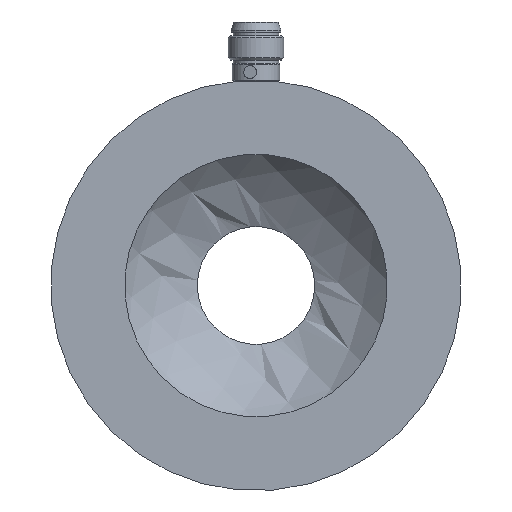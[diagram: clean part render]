
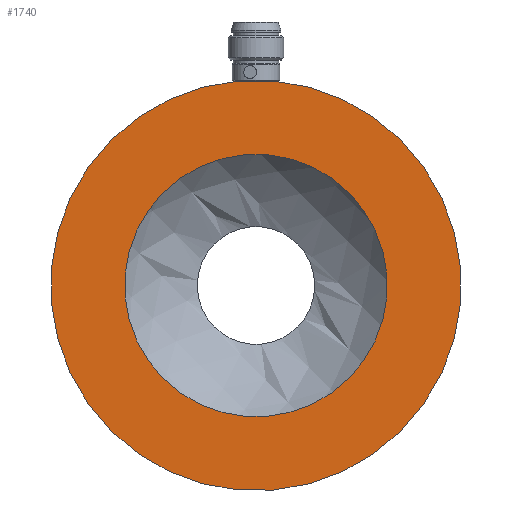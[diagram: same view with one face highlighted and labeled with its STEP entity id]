
A CAD part, front view. The second image highlights one B-rep face of the part: STEP entity #1740.
In plain terms, the highlighted planar face has unit normal (0, -1, 0).
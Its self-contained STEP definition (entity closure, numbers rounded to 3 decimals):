
#1427 = CYLINDRICAL_SURFACE('',#1428,19.);
#1428 = AXIS2_PLACEMENT_3D('',#1429,#1430,#1431);
#1429 = CARTESIAN_POINT('',(0.,-30.,0.));
#1430 = DIRECTION('',(0.,-1.,0.));
#1431 = DIRECTION('',(0.707,0.,-0.707));
#1457 = CYLINDRICAL_SURFACE('',#1458,19.);
#1458 = AXIS2_PLACEMENT_3D('',#1459,#1460,#1461);
#1459 = CARTESIAN_POINT('',(0.,-30.,0.));
#1460 = DIRECTION('',(0.,-1.,0.));
#1461 = DIRECTION('',(0.707,0.,-0.707));
#1471 = EDGE_CURVE('',#1472,#1474,#1476,.T.);
#1472 = VERTEX_POINT('',#1473);
#1473 = CARTESIAN_POINT('',(-13.435,-32.5,13.435));
#1474 = VERTEX_POINT('',#1475);
#1475 = CARTESIAN_POINT('',(13.435,-32.5,-13.435));
#1476 = SURFACE_CURVE('',#1477,(#1482,#1488),.PCURVE_S1.);
#1477 = CIRCLE('',#1478,19.);
#1478 = AXIS2_PLACEMENT_3D('',#1479,#1480,#1481);
#1479 = CARTESIAN_POINT('',(0.,-32.5,0.));
#1480 = DIRECTION('',(0.,-1.,0.));
#1481 = DIRECTION('',(0.707,0.,-0.707));
#1482 = PCURVE('',#1457,#1483);
#1483 = DEFINITIONAL_REPRESENTATION('',(#1484),#1487);
#1484 = B_SPLINE_CURVE_WITH_KNOTS('',1,(#1485,#1486),.UNSPECIFIED.,.F.,
  .F.,(2,2),(3.142,6.283),.PIECEWISE_BEZIER_KNOTS.);
#1485 = CARTESIAN_POINT('',(3.142,2.5));
#1486 = CARTESIAN_POINT('',(6.283,2.5));
#1487 = ( GEOMETRIC_REPRESENTATION_CONTEXT(2) 
PARAMETRIC_REPRESENTATION_CONTEXT() REPRESENTATION_CONTEXT('2D SPACE',''
  ) );
#1488 = PCURVE('',#1489,#1494);
#1489 = PLANE('',#1490);
#1490 = AXIS2_PLACEMENT_3D('',#1491,#1492,#1493);
#1491 = CARTESIAN_POINT('',(17.218,-32.5,-17.218));
#1492 = DIRECTION('',(0.,-1.,0.));
#1493 = DIRECTION('',(0.707,0.,-0.707));
#1494 = DEFINITIONAL_REPRESENTATION('',(#1495),#1499);
#1495 = CIRCLE('',#1496,19.);
#1496 = AXIS2_PLACEMENT_2D('',#1497,#1498);
#1497 = CARTESIAN_POINT('',(-24.35,0.));
#1498 = DIRECTION('',(1.,0.));
#1499 = ( GEOMETRIC_REPRESENTATION_CONTEXT(2) 
PARAMETRIC_REPRESENTATION_CONTEXT() REPRESENTATION_CONTEXT('2D SPACE',''
  ) );
#1602 = CYLINDRICAL_SURFACE('',#1603,29.7);
#1603 = AXIS2_PLACEMENT_3D('',#1604,#1605,#1606);
#1604 = CARTESIAN_POINT('',(0.,-30.5,0.));
#1605 = DIRECTION('',(0.,-1.,0.));
#1606 = DIRECTION('',(0.707,0.,-0.707));
#1632 = CYLINDRICAL_SURFACE('',#1633,29.7);
#1633 = AXIS2_PLACEMENT_3D('',#1634,#1635,#1636);
#1634 = CARTESIAN_POINT('',(0.,-30.5,0.));
#1635 = DIRECTION('',(0.,-1.,0.));
#1636 = DIRECTION('',(0.707,0.,-0.707));
#1651 = VERTEX_POINT('',#1652);
#1652 = CARTESIAN_POINT('',(21.001,-32.5,-21.001));
#1673 = VERTEX_POINT('',#1674);
#1674 = CARTESIAN_POINT('',(-21.001,-32.5,21.001));
#1693 = EDGE_CURVE('',#1651,#1673,#1694,.T.);
#1694 = SURFACE_CURVE('',#1695,(#1700,#1706),.PCURVE_S1.);
#1695 = CIRCLE('',#1696,29.7);
#1696 = AXIS2_PLACEMENT_3D('',#1697,#1698,#1699);
#1697 = CARTESIAN_POINT('',(0.,-32.5,0.));
#1698 = DIRECTION('',(0.,-1.,0.));
#1699 = DIRECTION('',(0.707,0.,-0.707));
#1700 = PCURVE('',#1602,#1701);
#1701 = DEFINITIONAL_REPRESENTATION('',(#1702),#1705);
#1702 = B_SPLINE_CURVE_WITH_KNOTS('',1,(#1703,#1704),.UNSPECIFIED.,.F.,
  .F.,(2,2),(0.,3.142),.PIECEWISE_BEZIER_KNOTS.);
#1703 = CARTESIAN_POINT('',(0.,2.));
#1704 = CARTESIAN_POINT('',(3.142,2.));
#1705 = ( GEOMETRIC_REPRESENTATION_CONTEXT(2) 
PARAMETRIC_REPRESENTATION_CONTEXT() REPRESENTATION_CONTEXT('2D SPACE',''
  ) );
#1706 = PCURVE('',#1489,#1707);
#1707 = DEFINITIONAL_REPRESENTATION('',(#1708),#1712);
#1708 = CIRCLE('',#1709,29.7);
#1709 = AXIS2_PLACEMENT_2D('',#1710,#1711);
#1710 = CARTESIAN_POINT('',(-24.35,0.));
#1711 = DIRECTION('',(1.,0.));
#1712 = ( GEOMETRIC_REPRESENTATION_CONTEXT(2) 
PARAMETRIC_REPRESENTATION_CONTEXT() REPRESENTATION_CONTEXT('2D SPACE',''
  ) );
#1718 = EDGE_CURVE('',#1673,#1651,#1719,.T.);
#1719 = SURFACE_CURVE('',#1720,(#1725,#1731),.PCURVE_S1.);
#1720 = CIRCLE('',#1721,29.7);
#1721 = AXIS2_PLACEMENT_3D('',#1722,#1723,#1724);
#1722 = CARTESIAN_POINT('',(0.,-32.5,0.));
#1723 = DIRECTION('',(0.,-1.,0.));
#1724 = DIRECTION('',(0.707,0.,-0.707));
#1725 = PCURVE('',#1632,#1726);
#1726 = DEFINITIONAL_REPRESENTATION('',(#1727),#1730);
#1727 = B_SPLINE_CURVE_WITH_KNOTS('',1,(#1728,#1729),.UNSPECIFIED.,.F.,
  .F.,(2,2),(3.142,6.283),.PIECEWISE_BEZIER_KNOTS.);
#1728 = CARTESIAN_POINT('',(3.142,2.));
#1729 = CARTESIAN_POINT('',(6.283,2.));
#1730 = ( GEOMETRIC_REPRESENTATION_CONTEXT(2) 
PARAMETRIC_REPRESENTATION_CONTEXT() REPRESENTATION_CONTEXT('2D SPACE',''
  ) );
#1731 = PCURVE('',#1489,#1732);
#1732 = DEFINITIONAL_REPRESENTATION('',(#1733),#1737);
#1733 = CIRCLE('',#1734,29.7);
#1734 = AXIS2_PLACEMENT_2D('',#1735,#1736);
#1735 = CARTESIAN_POINT('',(-24.35,0.));
#1736 = DIRECTION('',(1.,0.));
#1737 = ( GEOMETRIC_REPRESENTATION_CONTEXT(2) 
PARAMETRIC_REPRESENTATION_CONTEXT() REPRESENTATION_CONTEXT('2D SPACE',''
  ) );
#1740 = ADVANCED_FACE('',(#1741,#1765),#1489,.T.);
#1741 = FACE_BOUND('',#1742,.T.);
#1742 = EDGE_LOOP('',(#1743,#1764));
#1743 = ORIENTED_EDGE('',*,*,#1744,.F.);
#1744 = EDGE_CURVE('',#1474,#1472,#1745,.T.);
#1745 = SURFACE_CURVE('',#1746,(#1751,#1758),.PCURVE_S1.);
#1746 = CIRCLE('',#1747,19.);
#1747 = AXIS2_PLACEMENT_3D('',#1748,#1749,#1750);
#1748 = CARTESIAN_POINT('',(0.,-32.5,0.));
#1749 = DIRECTION('',(0.,-1.,0.));
#1750 = DIRECTION('',(0.707,0.,-0.707));
#1751 = PCURVE('',#1489,#1752);
#1752 = DEFINITIONAL_REPRESENTATION('',(#1753),#1757);
#1753 = CIRCLE('',#1754,19.);
#1754 = AXIS2_PLACEMENT_2D('',#1755,#1756);
#1755 = CARTESIAN_POINT('',(-24.35,0.));
#1756 = DIRECTION('',(1.,0.));
#1757 = ( GEOMETRIC_REPRESENTATION_CONTEXT(2) 
PARAMETRIC_REPRESENTATION_CONTEXT() REPRESENTATION_CONTEXT('2D SPACE',''
  ) );
#1758 = PCURVE('',#1427,#1759);
#1759 = DEFINITIONAL_REPRESENTATION('',(#1760),#1763);
#1760 = B_SPLINE_CURVE_WITH_KNOTS('',1,(#1761,#1762),.UNSPECIFIED.,.F.,
  .F.,(2,2),(0.,3.142),.PIECEWISE_BEZIER_KNOTS.);
#1761 = CARTESIAN_POINT('',(0.,2.5));
#1762 = CARTESIAN_POINT('',(3.142,2.5));
#1763 = ( GEOMETRIC_REPRESENTATION_CONTEXT(2) 
PARAMETRIC_REPRESENTATION_CONTEXT() REPRESENTATION_CONTEXT('2D SPACE',''
  ) );
#1764 = ORIENTED_EDGE('',*,*,#1471,.F.);
#1765 = FACE_BOUND('',#1766,.T.);
#1766 = EDGE_LOOP('',(#1767,#1768));
#1767 = ORIENTED_EDGE('',*,*,#1693,.T.);
#1768 = ORIENTED_EDGE('',*,*,#1718,.T.);
